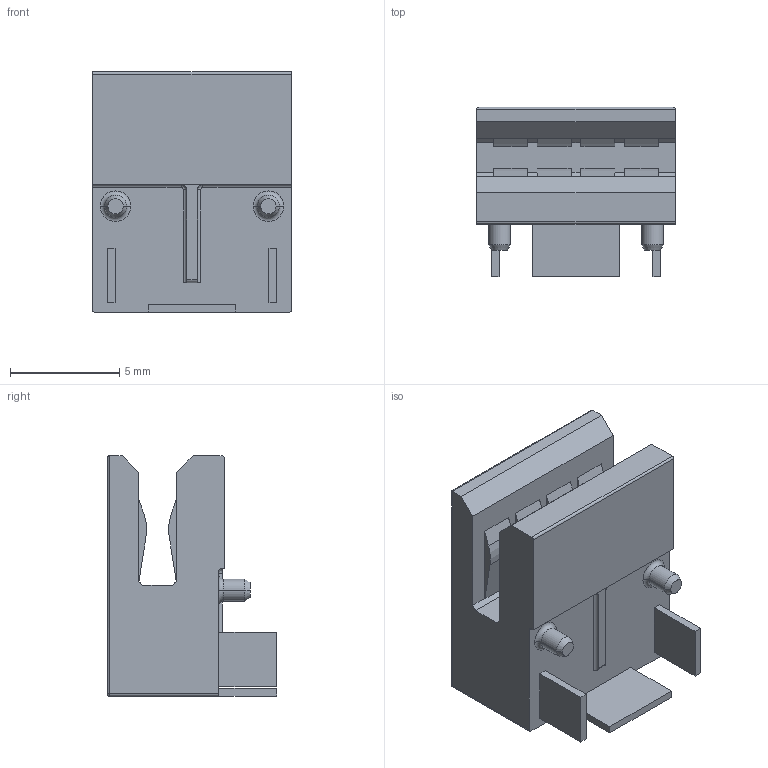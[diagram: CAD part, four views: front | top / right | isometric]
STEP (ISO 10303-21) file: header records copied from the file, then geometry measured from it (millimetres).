
FILE_DESCRIPTION((''),'2;1');
FILE_NAME('C-2351970-1','2020-02-11T04:54:25',('workeradm'),('TE Connectivity Ltd.'),'CREO PARAMETRIC BY PTC INC, 2019030','CREO PARAMETRIC BY PTC INC, 2019030','');
FILE_SCHEMA(('AUTOMOTIVE_DESIGN { 1 0 10303 214 1 1 1 1 }'));
Length unit declared in the file: millimetre
Products named in the file (1): C-2351970-1
Bounding box: 9.1 x 7.75 x 11 mm (x, y, z)
Volume: 439.3 mm3; surface area: 569.7 mm2
Topology: 1 solids, 1 shells, 135 faces, 347 edges, 220 vertices
Faces by surface type: plane 75, cylinder 40, torus 12, cone 4, bspline 2, sphere 2
Entity records: 4441 total; most frequent: CARTESIAN_POINT 772, DIRECTION 705, ORIENTED_EDGE 694, EDGE_CURVE 347, VECTOR 247, LINE 247, AXIS2_PLACEMENT_3D 229, VERTEX_POINT 220
